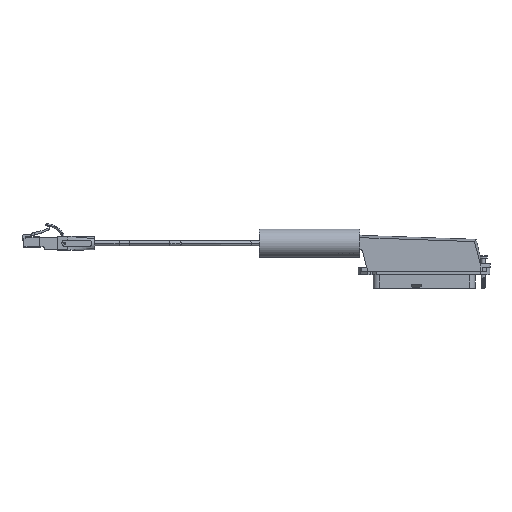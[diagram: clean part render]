
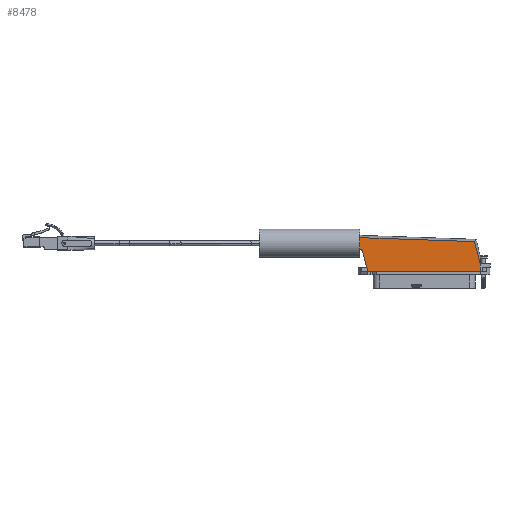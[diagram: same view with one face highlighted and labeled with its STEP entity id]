
A CAD part, top view. The second image highlights one B-rep face of the part: STEP entity #8478.
In plain terms, the highlighted face is planar.
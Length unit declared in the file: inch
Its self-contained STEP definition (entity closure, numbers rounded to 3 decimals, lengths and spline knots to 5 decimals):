
#8478 = ADVANCED_FACE ( 'NONE', ( #23253 ), #35211, .F. ) ;
#11561 = EDGE_CURVE ( 'NONE', #16401, #16433, #23702, .T. ) ;
#11563 = EDGE_CURVE ( 'NONE', #15790, #16433, #23706, .T. ) ;
#11564 = EDGE_CURVE ( 'NONE', #16391, #16341, #23708, .T. ) ;
#11565 = EDGE_CURVE ( 'NONE', #16501, #15878, #23712, .T. ) ;
#11566 = EDGE_CURVE ( 'NONE', #16401, #16341, #23714, .T. ) ;
#11567 = EDGE_CURVE ( 'NONE', #15878, #16391, #23710, .T. ) ;
#11573 = EDGE_CURVE ( 'NONE', #16581, #16501, #23721, .T. ) ;
#11588 = EDGE_CURVE ( 'NONE', #15790, #16581, #22437, .T. ) ;
#15790 = VERTEX_POINT ( 'NONE', #38413 ) ;
#15878 = VERTEX_POINT ( 'NONE', #38501 ) ;
#16341 = VERTEX_POINT ( 'NONE', #38962 ) ;
#16391 = VERTEX_POINT ( 'NONE', #39012 ) ;
#16401 = VERTEX_POINT ( 'NONE', #39022 ) ;
#16433 = VERTEX_POINT ( 'NONE', #39125 ) ;
#16501 = VERTEX_POINT ( 'NONE', #39193 ) ;
#16581 = VERTEX_POINT ( 'NONE', #39273 ) ;
#18477 = ORIENTED_EDGE ( 'NONE', *, *, #11573, .T. ) ;
#18478 = ORIENTED_EDGE ( 'NONE', *, *, #11565, .T. ) ;
#18479 = ORIENTED_EDGE ( 'NONE', *, *, #11567, .T. ) ;
#18480 = ORIENTED_EDGE ( 'NONE', *, *, #11564, .T. ) ;
#18481 = ORIENTED_EDGE ( 'NONE', *, *, #11566, .F. ) ;
#18482 = ORIENTED_EDGE ( 'NONE', *, *, #11561, .T. ) ;
#18483 = ORIENTED_EDGE ( 'NONE', *, *, #11563, .F. ) ;
#18484 = ORIENTED_EDGE ( 'NONE', *, *, #11588, .T. ) ;
#22144 = EDGE_LOOP ( 'NONE', ( #18477, #18478, #18479, #18480, #18481, #18482, #18483, #18484 ) ) ;
#22437 = B_SPLINE_CURVE_WITH_KNOTS ( 'NONE', 3,
 ( #27370, #27364, #27365, #27371 ),
 .UNSPECIFIED., .F., .F.,
 ( 4, 4 ),
 ( 0., 0.85495 ),
 .UNSPECIFIED. ) ;
#22668 = AXIS2_PLACEMENT_3D ( 'NONE', #35222, #35183, #35181 ) ;
#22770 = AXIS2_PLACEMENT_3D ( 'NONE', #27298, #27299, #27300 ) ;
#23253 = FACE_OUTER_BOUND ( 'NONE', #22144, .T. ) ;
#23702 = LINE ( 'NONE', #27270, #23707 ) ;
#23706 = LINE ( 'NONE', #27285, #23711 ) ;
#23707 = VECTOR ( 'NONE', #27286, 39.37008 ) ;
#23708 = LINE ( 'NONE', #27287, #23713 ) ;
#23710 = CIRCLE ( 'NONE', #22770, 0.1 ) ;
#23711 = VECTOR ( 'NONE', #27289, 39.37008 ) ;
#23712 = LINE ( 'NONE', #27292, #23715 ) ;
#23713 = VECTOR ( 'NONE', #27291, 39.37008 ) ;
#23714 = LINE ( 'NONE', #27294, #23717 ) ;
#23715 = VECTOR ( 'NONE', #27293, 39.37008 ) ;
#23717 = VECTOR ( 'NONE', #27296, 39.37008 ) ;
#23721 = LINE ( 'NONE', #27309, #23727 ) ;
#23727 = VECTOR ( 'NONE', #27306, 39.37008 ) ;
#27270 = CARTESIAN_POINT ( 'NONE',  ( -1.39764, -0.3, 0.94488 ) ) ;
#27285 = CARTESIAN_POINT ( 'NONE',  ( -1.01458, -0.3, -0.68154 ) ) ;
#27286 = DIRECTION ( 'NONE',  ( 0., 0., -1. ) ) ;
#27287 = CARTESIAN_POINT ( 'NONE',  ( 1.39764, -0.3, 0.94488 ) ) ;
#27289 = DIRECTION ( 'NONE',  ( -0.259, 0., 0.966 ) ) ;
#27291 = DIRECTION ( 'NONE',  ( -0.259, 0., 0.966 ) ) ;
#27292 = CARTESIAN_POINT ( 'NONE',  ( 1.62628, -0.3, 0.37795 ) ) ;
#27293 = DIRECTION ( 'NONE',  ( -1., 0., 0. ) ) ;
#27294 = CARTESIAN_POINT ( 'NONE',  ( -1.39764, -0.3, 0.94488 ) ) ;
#27296 = DIRECTION ( 'NONE',  ( 1., 0., 0. ) ) ;
#27298 = CARTESIAN_POINT ( 'NONE',  ( 1.62628, -0.3, 0.47795 ) ) ;
#27299 = DIRECTION ( 'NONE',  ( 0., 1., 0. ) ) ;
#27300 = DIRECTION ( 'NONE',  ( 0., 0., 1. ) ) ;
#27306 = DIRECTION ( 'NONE',  ( 0., 0., 1. ) ) ;
#27309 = CARTESIAN_POINT ( 'NONE',  ( 1.69715, -0.3, 0.07874 ) ) ;
#27364 = CARTESIAN_POINT ( 'NONE',  ( -0.26758, -0.3, 0.16319 ) ) ;
#27365 = CARTESIAN_POINT ( 'NONE',  ( 0.71478, -0.3, 0.12953 ) ) ;
#27370 = CARTESIAN_POINT ( 'NONE',  ( -1.24995, -0.3, 0.19685 ) ) ;
#27371 = CARTESIAN_POINT ( 'NONE',  ( 1.69715, -0.3, 0.09587 ) ) ;
#35181 = DIRECTION ( 'NONE',  ( 0., 0., 1. ) ) ;
#35183 = DIRECTION ( 'NONE',  ( 0., 1., 0. ) ) ;
#35211 = PLANE ( 'NONE',  #22668 ) ;
#35222 = CARTESIAN_POINT ( 'NONE',  ( -1.39764, -0.3, 0.94488 ) ) ;
#38413 = CARTESIAN_POINT ( 'NONE',  ( -1.24995, -0.3, 0.19685 ) ) ;
#38501 = CARTESIAN_POINT ( 'NONE',  ( 1.62628, -0.3, 0.37795 ) ) ;
#38962 = CARTESIAN_POINT ( 'NONE',  ( 1.39764, -0.3, 0.94488 ) ) ;
#39012 = CARTESIAN_POINT ( 'NONE',  ( 1.52969, -0.3, 0.45207 ) ) ;
#39022 = CARTESIAN_POINT ( 'NONE',  ( -1.39764, -0.3, 0.94488 ) ) ;
#39125 = CARTESIAN_POINT ( 'NONE',  ( -1.39764, -0.3, 0.74803 ) ) ;
#39193 = CARTESIAN_POINT ( 'NONE',  ( 1.69715, -0.3, 0.37795 ) ) ;
#39273 = CARTESIAN_POINT ( 'NONE',  ( 1.69715, -0.3, 0.09587 ) ) ;
